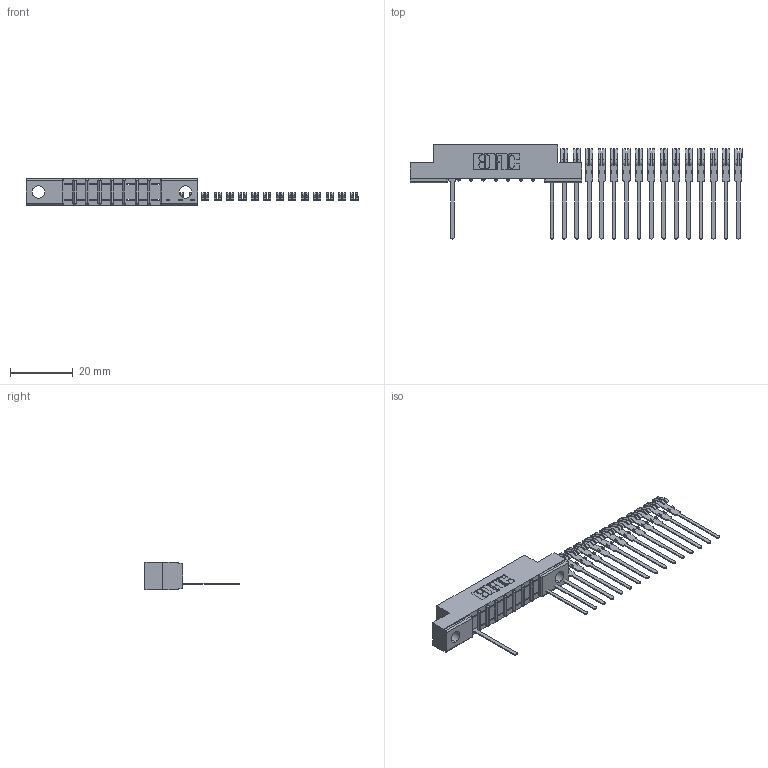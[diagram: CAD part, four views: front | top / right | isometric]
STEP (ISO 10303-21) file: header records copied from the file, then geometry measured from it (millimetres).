
FILE_DESCRIPTION (( 'STEP AP203' ), '1' );
FILE_NAME ('357-024-545-104.STEP', '2018-08-09T00:12:31', ( '' ), ( '' ), 'SwSTEP 2.0', 'SolidWorks 2016', '' );
FILE_SCHEMA (( 'CONFIG_CONTROL_DESIGN' ));
Length unit declared in the file: inch
Products named in the file (3): 307 Part_.156 Dia Mounting Holes; 307-290-001_545; 357-024-545-104
Assembly tree (18 placements, depth 2):
  357-024-545-104
    307 Part_.156 Dia Mounting Holes
    307-290-001_545  x17
Bounding box: 105.75 x 30 x 8.71 mm (x, y, z)
Volume: 3583 mm3; surface area: 6110 mm2
Topology: 18 solids, 18 shells, 913 faces, 2537 edges, 1642 vertices
Faces by surface type: plane 605, cylinder 290, sphere 18
Entity records: 11724 total; most frequent: CARTESIAN_POINT 1927, ORIENTED_EDGE 1902, DIRECTION 1895, EDGE_CURVE 951, LINE 723, VECTOR 723, VERTEX_POINT 618, AXIS2_PLACEMENT_3D 586
